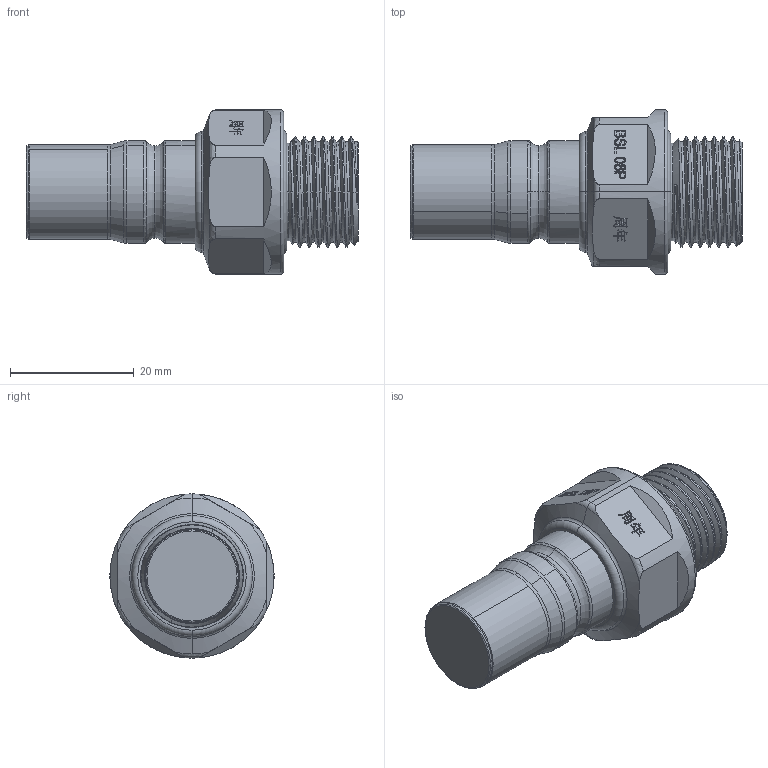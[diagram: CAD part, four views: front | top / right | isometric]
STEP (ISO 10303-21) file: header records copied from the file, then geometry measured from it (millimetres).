
FILE_DESCRIPTION (( 'STEP AP214' ), '1' );
FILE_NAME ('BSL 08P M18M-SS-FK.STEP', '2025-01-20T07:12:25', ( 'Windows 蚚誧' ), ( '' ), 'SwSTEP 2.0', 'SolidWorks 2023', '' );
FILE_SCHEMA (( 'AUTOMOTIVE_DESIGN' ));
Length unit declared in the file: millimetre
Products named in the file (1): BSL 08P M18M-SS-FK
Bounding box: 53.6 x 26.5 x 26.5 mm (x, y, z)
Volume: 14829.4 mm3; surface area: 4592.8 mm2
Topology: 1 solids, 1 shells, 376 faces, 995 edges, 655 vertices
Faces by surface type: plane 164, bspline 125, cylinder 41, torus 35, cone 11
Entity records: 21188 total; most frequent: CARTESIAN_POINT 8980, ORIENTED_EDGE 1990, DIRECTION 1108, EDGE_CURVE 995, VERTEX_POINT 655, B_SPLINE_CURVE_WITH_KNOTS 505, EDGE_LOOP 410, UNCERTAINTY_MEASURE_WITH_UNIT 378
